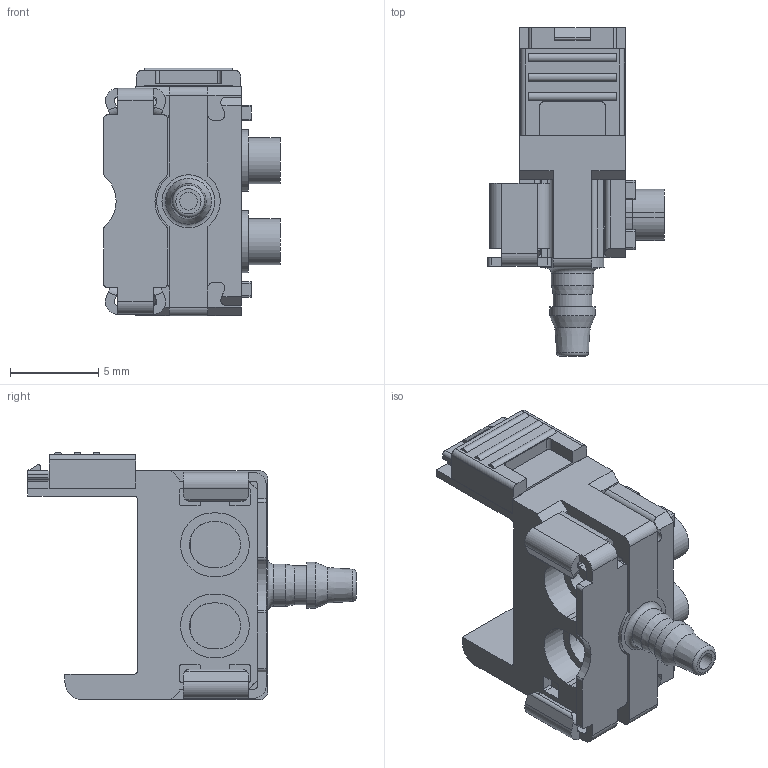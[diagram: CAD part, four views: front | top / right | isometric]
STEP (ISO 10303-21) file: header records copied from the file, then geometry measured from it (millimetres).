
FILE_DESCRIPTION(/* description */ ('STEP AP214'),/* implementation_level */ '2;1');
FILE_NAME(/* name */ '8122792_VABS-C12-6-S-B3',/* time_stamp */ '2024-09-16T02:48:18+02:00',/* author */ ('License CC BY-ND 4.0'),/* organization */ ('CADENAS'),/* preprocessor_version */ 'ST-DEVELOPER v19.3',/* originating_system */ 'PARTsolutions',/* authorisation */ ' ');
FILE_SCHEMA (('AUTOMOTIVE_DESIGN {1 0 10303 214 3 1 1}'));
Length unit declared in the file: millimetre
Products named in the file (3): 8122792 VABS-C12-6-S-B3---(high); 8122790 VABS-C12-6-S---(high_p2); 8122792 VABS-C12-6-S-B3---(high_b)
Assembly tree (2 placements, depth 2):
  8122792 VABS-C12-6-S-B3---(high)
    8122790 VABS-C12-6-S---(high_p2)
    8122792 VABS-C12-6-S-B3---(high_b)
Bounding box: 10 x 18.6 x 14.05 mm (x, y, z)
Volume: 564.9 mm3; surface area: 1193.6 mm2
Topology: 2 solids, 2 shells, 501 faces, 1373 edges, 897 vertices
Faces by surface type: plane 290, cylinder 206, cone 3, torus 2
Full cylindrical faces by diameter (mm): 1 x1, 2 x3, 2.2 x1, 2.4 x1, 2.6 x1
Entity records: 15889 total; most frequent: CARTESIAN_POINT 2786, DIRECTION 2768, ORIENTED_EDGE 2716, EDGE_CURVE 1358, LINE 936, VECTOR 936, AXIS2_PLACEMENT_3D 916, VERTEX_POINT 894
